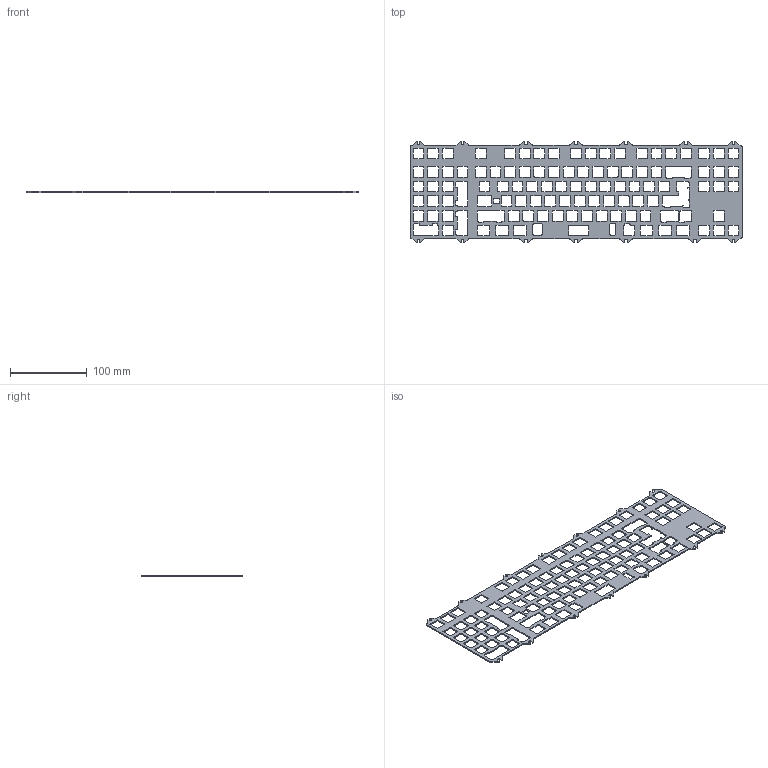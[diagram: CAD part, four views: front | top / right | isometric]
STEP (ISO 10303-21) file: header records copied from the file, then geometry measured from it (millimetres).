
FILE_DESCRIPTION(/* description */ (''),/* implementation_level */ '2;1');
FILE_NAME(/* name */ 'Plate Standard Full Rev. 072120.step',/* time_stamp */ '2021-03-03T21:46:05-08:00',/* author */ (''),/* organization */ (''),/* preprocessor_version */ 'ST-DEVELOPER v18.1',/* originating_system */ 'Autodesk Translation Framework v9.7.1.1290',/* authorisation */ '');
FILE_SCHEMA (('AUTOMOTIVE_DESIGN { 1 0 10303 214 3 1 1 }'));
Length unit declared in the file: millimetre
Products named in the file (2): Plate Standard Full Rev. 072120; Component1
Assembly tree (1 placements, depth 2):
  Plate Standard Full Rev. 072120
    Component1
Bounding box: 431.63 x 132.06 x 1.5 mm (x, y, z)
Volume: 43647.5 mm3; surface area: 69757.9 mm2
Topology: 1 solids, 1 shells, 1142 faces, 3420 edges, 2280 vertices
Faces by surface type: plane 618, cylinder 524
Entity records: 39192 total; most frequent: CARTESIAN_POINT 6845, ORIENTED_EDGE 6840, DIRECTION 6758, EDGE_CURVE 3420, LINE 2372, VECTOR 2372, VERTEX_POINT 2280, AXIS2_PLACEMENT_3D 2193
